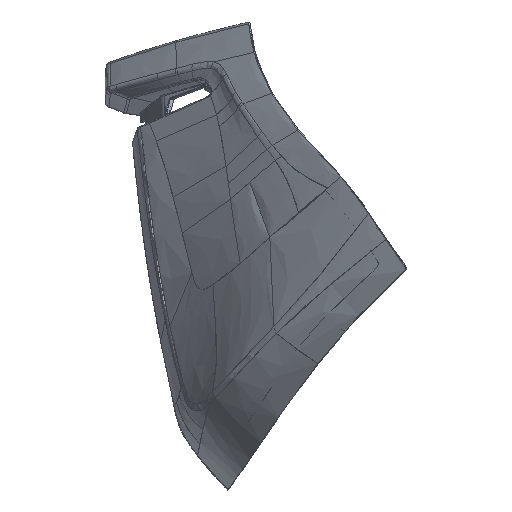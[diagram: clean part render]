
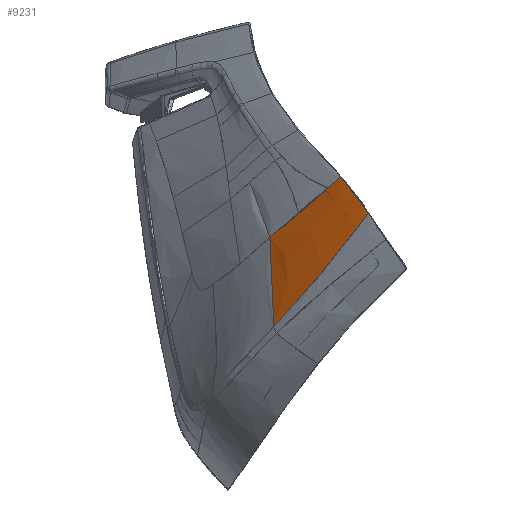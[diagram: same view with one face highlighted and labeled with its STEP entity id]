
A CAD part, left-side view. The second image highlights one B-rep face of the part: STEP entity #9231.
In plain terms, the highlighted free-form (B-spline) face has degree [3, 6] with [4, 7] control points.
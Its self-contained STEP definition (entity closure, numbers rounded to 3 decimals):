
#1154=FACE_OUTER_BOUND('',#1526,.T.);
#1526=EDGE_LOOP('',(#8114,#8115,#8116,#8117));
#2761=B_SPLINE_CURVE_WITH_KNOTS('',3,(#35039,#35040,#35041,#35042),
 .UNSPECIFIED.,.F.,.F.,(4,4),(-0.956,0.),.UNSPECIFIED.);
#2762=B_SPLINE_CURVE_WITH_KNOTS('',3,(#35044,#35045,#35046,#35047,#35048,
#35049,#35050,#35051,#35052,#35053,#35054,#35055,#35056,#35057,#35058,#35059,
#35060,#35061,#35062,#35063,#35064,#35065,#35066,#35067,#35068,#35069,#35070,
#35071),.UNSPECIFIED.,.F.,.F.,(4,3,3,3,3,3,3,3,3,4),(-17.947,
-15.275,-12.685,-10.164,-7.694,
-5.796,-3.889,-1.957,-0.982,
0.),.UNSPECIFIED.);
#2763=B_SPLINE_CURVE_WITH_KNOTS('',3,(#35073,#35074,#35075,#35076),
 .UNSPECIFIED.,.F.,.F.,(4,4),(0.,0.754),.UNSPECIFIED.);
#2764=B_SPLINE_CURVE_WITH_KNOTS('',6,(#35077,#35078,#35079,#35080,#35081,
#35082,#35083),.UNSPECIFIED.,.F.,.F.,(7,7),(13.699,25.554),
 .UNSPECIFIED.);
#4495=VERTEX_POINT('',#35037);
#4496=VERTEX_POINT('',#35038);
#4497=VERTEX_POINT('',#35043);
#4498=VERTEX_POINT('',#35072);
#6304=EDGE_CURVE('',#4495,#4496,#2761,.T.);
#6305=EDGE_CURVE('',#4497,#4495,#2762,.T.);
#6306=EDGE_CURVE('',#4498,#4497,#2763,.T.);
#6307=EDGE_CURVE('',#4496,#4498,#2764,.T.);
#8114=ORIENTED_EDGE('',*,*,#6304,.F.);
#8115=ORIENTED_EDGE('',*,*,#6305,.F.);
#8116=ORIENTED_EDGE('',*,*,#6306,.F.);
#8117=ORIENTED_EDGE('',*,*,#6307,.F.);
#8860=B_SPLINE_SURFACE_WITH_KNOTS('',3,6,((#35009,#35010,#35011,#35012,
#35013,#35014,#35015),(#35016,#35017,#35018,#35019,#35020,#35021,#35022),
(#35023,#35024,#35025,#35026,#35027,#35028,#35029),(#35030,#35031,#35032,
#35033,#35034,#35035,#35036)),.UNSPECIFIED.,.F.,.F.,.F.,(4,4),(7,7),(0.,
1.),(13.699,25.554),.UNSPECIFIED.);
#9231=ADVANCED_FACE('',(#1154),#8860,.T.);
#35009=CARTESIAN_POINT('Ctrl Pts',(-4408.934,832.146,516.163));
#35010=CARTESIAN_POINT('Ctrl Pts',(-4419.434,819.553,527.31));
#35011=CARTESIAN_POINT('Ctrl Pts',(-4429.059,806.832,538.499));
#35012=CARTESIAN_POINT('Ctrl Pts',(-4438.568,793.315,550.166));
#35013=CARTESIAN_POINT('Ctrl Pts',(-4447.294,780.152,561.325));
#35014=CARTESIAN_POINT('Ctrl Pts',(-4456.058,766.362,572.823));
#35015=CARTESIAN_POINT('Ctrl Pts',(-4464.499,752.606,584.126));
#35016=CARTESIAN_POINT('Ctrl Pts',(-4419.419,830.105,481.98));
#35017=CARTESIAN_POINT('Ctrl Pts',(-4431.718,815.794,496.101));
#35018=CARTESIAN_POINT('Ctrl Pts',(-4442.895,801.086,510.452));
#35019=CARTESIAN_POINT('Ctrl Pts',(-4453.463,785.81,525.013));
#35020=CARTESIAN_POINT('Ctrl Pts',(-4463.274,770.511,539.421));
#35021=CARTESIAN_POINT('Ctrl Pts',(-4472.834,754.791,553.895));
#35022=CARTESIAN_POINT('Ctrl Pts',(-4482.053,738.957,568.245));
#35023=CARTESIAN_POINT('Ctrl Pts',(-4425.624,826.668,446.571));
#35024=CARTESIAN_POINT('Ctrl Pts',(-4440.004,811.077,463.528));
#35025=CARTESIAN_POINT('Ctrl Pts',(-4453.058,794.682,480.852));
#35026=CARTESIAN_POINT('Ctrl Pts',(-4464.996,777.843,498.103));
#35027=CARTESIAN_POINT('Ctrl Pts',(-4476.281,760.544,515.524));
#35028=CARTESIAN_POINT('Ctrl Pts',(-4487.,742.968,532.735));
#35029=CARTESIAN_POINT('Ctrl Pts',(-4497.376,725.087,549.838));
#35030=CARTESIAN_POINT('Ctrl Pts',(-4433.138,827.73,411.289));
#35031=CARTESIAN_POINT('Ctrl Pts',(-4447.518,809.193,430.271));
#35032=CARTESIAN_POINT('Ctrl Pts',(-4460.842,789.86,449.71));
#35033=CARTESIAN_POINT('Ctrl Pts',(-4473.046,770.515,468.933));
#35034=CARTESIAN_POINT('Ctrl Pts',(-4485.099,750.557,488.686));
#35035=CARTESIAN_POINT('Ctrl Pts',(-4496.844,730.903,508.158));
#35036=CARTESIAN_POINT('Ctrl Pts',(-4508.968,711.275,527.757));
#35037=CARTESIAN_POINT('',(-4432.16,827.616,415.912));
#35038=CARTESIAN_POINT('',(-4408.934,832.146,516.163));
#35039=CARTESIAN_POINT('Ctrl Pts',(-4432.16,827.616,415.912));
#35040=CARTESIAN_POINT('Ctrl Pts',(-4425.074,826.965,449.661));
#35041=CARTESIAN_POINT('Ctrl Pts',(-4418.961,830.194,483.473));
#35042=CARTESIAN_POINT('Ctrl Pts',(-4408.934,832.146,516.163));
#35043=CARTESIAN_POINT('',(-4499.776,721.456,543.376));
#35044=CARTESIAN_POINT('Ctrl Pts',(-4499.776,721.456,543.376));
#35045=CARTESIAN_POINT('Ctrl Pts',(-4497.107,726.32,537.068));
#35046=CARTESIAN_POINT('Ctrl Pts',(-4494.331,731.283,530.686));
#35047=CARTESIAN_POINT('Ctrl Pts',(-4491.463,736.328,524.225));
#35048=CARTESIAN_POINT('Ctrl Pts',(-4488.684,741.218,517.964));
#35049=CARTESIAN_POINT('Ctrl Pts',(-4485.817,746.187,511.624));
#35050=CARTESIAN_POINT('Ctrl Pts',(-4482.863,751.223,505.22));
#35051=CARTESIAN_POINT('Ctrl Pts',(-4479.988,756.126,498.986));
#35052=CARTESIAN_POINT('Ctrl Pts',(-4477.027,761.101,492.681));
#35053=CARTESIAN_POINT('Ctrl Pts',(-4473.975,766.135,486.359));
#35054=CARTESIAN_POINT('Ctrl Pts',(-4470.985,771.068,480.164));
#35055=CARTESIAN_POINT('Ctrl Pts',(-4467.891,776.083,473.924));
#35056=CARTESIAN_POINT('Ctrl Pts',(-4464.697,781.139,467.762));
#35057=CARTESIAN_POINT('Ctrl Pts',(-4462.315,784.909,463.166));
#35058=CARTESIAN_POINT('Ctrl Pts',(-4459.874,788.707,458.608));
#35059=CARTESIAN_POINT('Ctrl Pts',(-4457.356,792.534,454.119));
#35060=CARTESIAN_POINT('Ctrl Pts',(-4454.825,796.382,449.607));
#35061=CARTESIAN_POINT('Ctrl Pts',(-4452.241,800.222,445.207));
#35062=CARTESIAN_POINT('Ctrl Pts',(-4449.554,804.102,440.884));
#35063=CARTESIAN_POINT('Ctrl Pts',(-4446.832,808.03,436.507));
#35064=CARTESIAN_POINT('Ctrl Pts',(-4444.058,811.92,432.296));
#35065=CARTESIAN_POINT('Ctrl Pts',(-4441.167,815.835,428.159));
#35066=CARTESIAN_POINT('Ctrl Pts',(-4439.709,817.81,426.071));
#35067=CARTESIAN_POINT('Ctrl Pts',(-4438.235,819.772,424.024));
#35068=CARTESIAN_POINT('Ctrl Pts',(-4436.736,821.733,421.99));
#35069=CARTESIAN_POINT('Ctrl Pts',(-4435.224,823.71,419.939));
#35070=CARTESIAN_POINT('Ctrl Pts',(-4433.707,825.66,417.932));
#35071=CARTESIAN_POINT('Ctrl Pts',(-4432.16,827.616,415.912));
#35072=CARTESIAN_POINT('',(-4464.499,752.606,584.126));
#35073=CARTESIAN_POINT('Ctrl Pts',(-4464.499,752.606,584.126));
#35074=CARTESIAN_POINT('Ctrl Pts',(-4477.743,742.309,572.145));
#35075=CARTESIAN_POINT('Ctrl Pts',(-4489.716,731.885,558.726));
#35076=CARTESIAN_POINT('Ctrl Pts',(-4499.776,721.456,543.376));
#35077=CARTESIAN_POINT('Ctrl Pts',(-4408.934,832.146,516.163));
#35078=CARTESIAN_POINT('Ctrl Pts',(-4419.434,819.553,527.31));
#35079=CARTESIAN_POINT('Ctrl Pts',(-4429.059,806.832,538.499));
#35080=CARTESIAN_POINT('Ctrl Pts',(-4438.568,793.315,550.166));
#35081=CARTESIAN_POINT('Ctrl Pts',(-4447.294,780.152,561.325));
#35082=CARTESIAN_POINT('Ctrl Pts',(-4456.058,766.362,572.823));
#35083=CARTESIAN_POINT('Ctrl Pts',(-4464.499,752.606,584.126));
